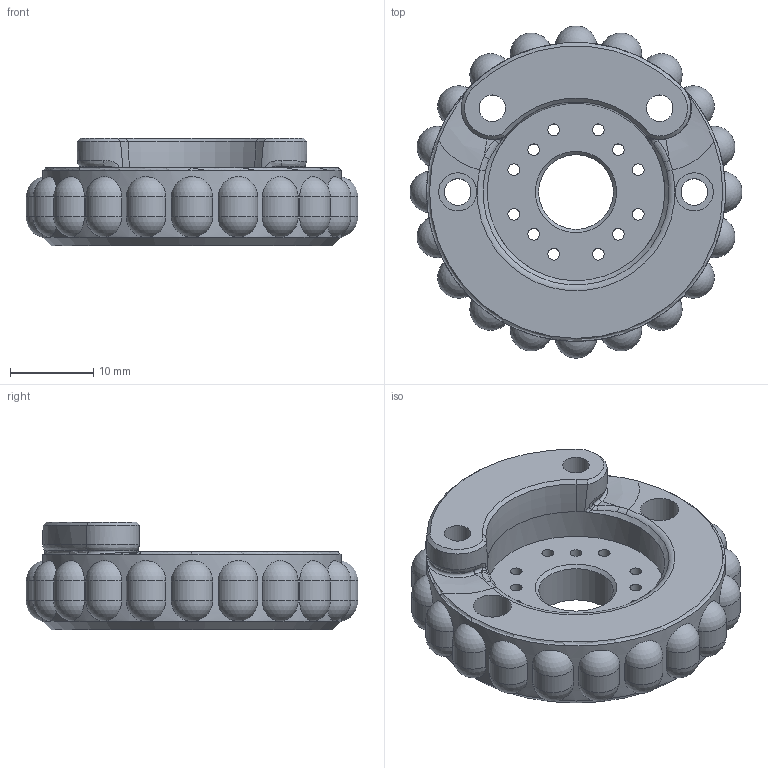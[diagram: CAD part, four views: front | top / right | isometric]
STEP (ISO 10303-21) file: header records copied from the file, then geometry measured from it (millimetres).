
FILE_DESCRIPTION(/* description */ ('','CAx-IF Rec.Pracs.---Representation and Presentation of Product Manufacturing Information (PMI)---4.0---2014-10-13'),/* implementation_level */ '2;1');
FILE_NAME(/* name */ 'Wire_Puller_with_reinforment_screws.step',/* time_stamp */ '2025-02-13T02:25:50+01:00',/* author */ (''),/* organization */ (''),/* preprocessor_version */ 'ST-DEVELOPER v20',/* originating_system */ 'Autodesk Translation Framework v13.20.0.188',/* authorisation */ '');
FILE_SCHEMA (('AP242_MANAGED_MODEL_BASED_3D_ENGINEERING_MIM_LF { 1 0 10303 442 1 1 4 }'));
Length unit declared in the file: millimetre
Products named in the file (1): Komponente2
Bounding box: 39.98 x 39.98 x 13 mm (x, y, z)
Volume: 8562.2 mm3; surface area: 4605.6 mm2
Topology: 1 solids, 1 shells, 134 faces, 301 edges, 193 vertices
Faces by surface type: cylinder 50, sphere 40, bspline 20, torus 9, plane 8, cone 7
Full cylindrical faces by diameter (mm): 1.4 x12, 3.2 x4, 4.6 x4, 9 x1, 21.4 x1, 36 x1
Entity records: 5310 total; most frequent: CARTESIAN_POINT 2344, ORIENTED_EDGE 602, DIRECTION 559, EDGE_CURVE 301, AXIS2_PLACEMENT_3D 243, VERTEX_POINT 193, EDGE_LOOP 192, FACE_OUTER_BOUND 134
